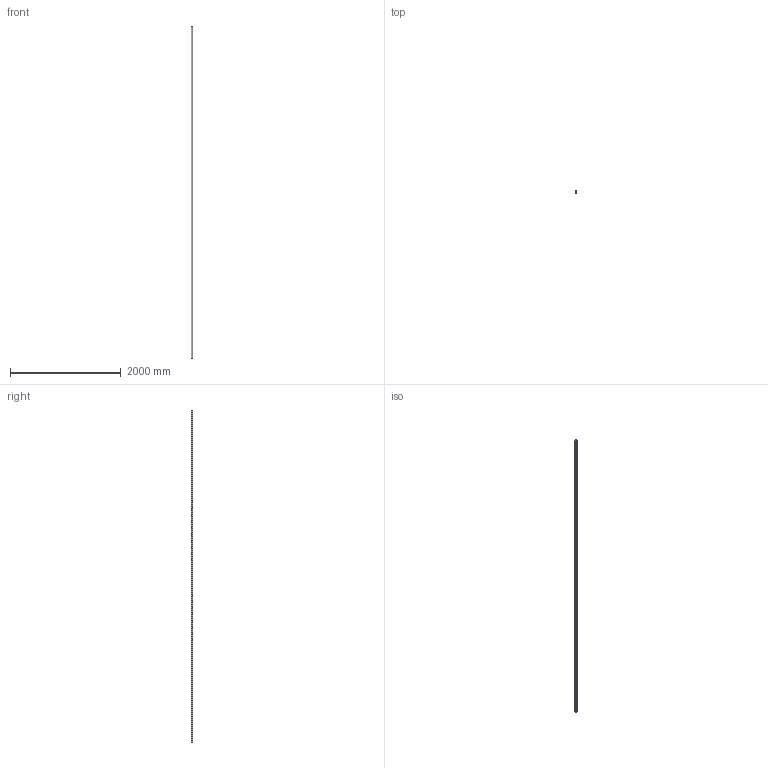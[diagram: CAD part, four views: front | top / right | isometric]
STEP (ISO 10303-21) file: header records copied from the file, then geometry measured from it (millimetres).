
FILE_DESCRIPTION (( 'STEP AP214' ), '1' );
FILE_NAME ('05321-Sliding Door Track Galvanised 6M 100kg Load.STEP', '2018-11-29T22:35:45', ( '' ), ( '' ), 'SwSTEP 2.0', 'SolidWorks 2018', '' );
FILE_SCHEMA (( 'AUTOMOTIVE_DESIGN' ));
Length unit declared in the file: millimetre
Products named in the file (2): 05321-Sliding Door Track Galvanised 6M 100kg Load
Bounding box: 32.2 x 30.41 x 6000 mm (x, y, z)
Volume: 1215673.8 mm3; surface area: 1244459.4 mm2
Topology: 1 solids, 1 shells, 276 faces, 750 edges, 500 vertices
Faces by surface type: plane 161, bspline 107, cylinder 8
Entity records: 14713 total; most frequent: CARTESIAN_POINT 8411, ORIENTED_EDGE 1500, DIRECTION 894, EDGE_CURVE 750, VECTOR 520, LINE 520, VERTEX_POINT 500, EDGE_LOOP 300
